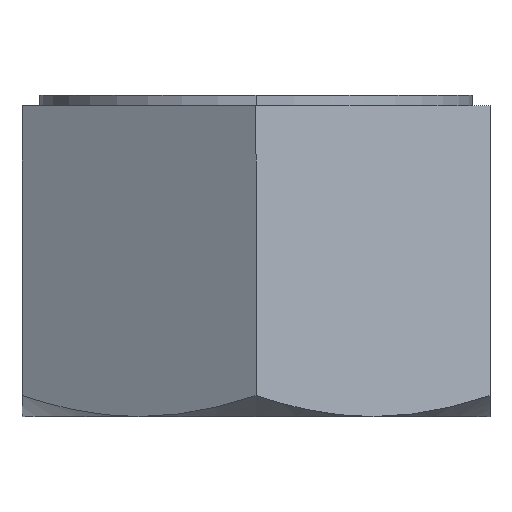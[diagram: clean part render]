
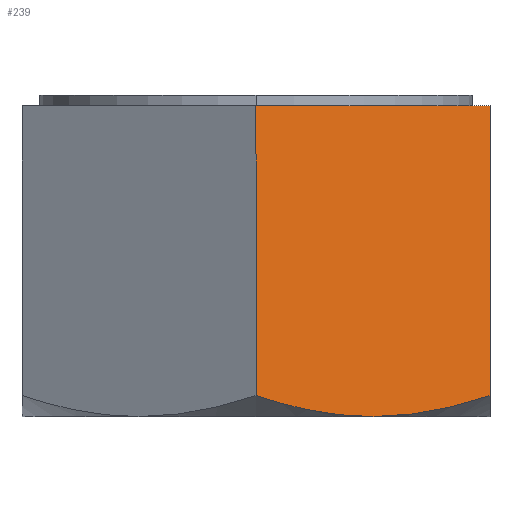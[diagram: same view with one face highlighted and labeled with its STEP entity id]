
A CAD part, left-side view. The second image highlights one B-rep face of the part: STEP entity #239.
In plain terms, the highlighted planar face has unit normal (-0.866, -0.5, 0).
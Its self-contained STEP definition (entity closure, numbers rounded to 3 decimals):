
#8 = CARTESIAN_POINT ( 'NONE',  ( -15.588, -9., -23.9 ) ) ;
#50 = CARTESIAN_POINT ( 'NONE',  ( -16.474, -7.467, -23.9 ) ) ;
#69 = CARTESIAN_POINT ( 'NONE',  ( -17.348, -5.952, -23.747 ) ) ;
#108 = EDGE_LOOP ( 'NONE', ( #409, #481, #552, #1826, #235 ) ) ;
#161 = CARTESIAN_POINT ( 'NONE',  ( -20.785, 0., 0. ) ) ;
#162 = CARTESIAN_POINT ( 'NONE',  ( -10.392, -18., -23.9 ) ) ;
#196 = B_SPLINE_CURVE_WITH_KNOTS ( 'NONE', 3,
 ( #227, #1064, #504, #69, #50, #8 ),
 .UNSPECIFIED., .F., .F.,
 ( 4, 2, 4 ),
 ( 0., 0.005, 0.011 ),
 .UNSPECIFIED. ) ;
#208 = CARTESIAN_POINT ( 'NONE',  ( -10.392, -18., 0. ) ) ;
#227 = CARTESIAN_POINT ( 'NONE',  ( -20.785, 0., -22.292 ) ) ;
#232 = VERTEX_POINT ( 'NONE', #1637 ) ;
#235 = ORIENTED_EDGE ( 'NONE', *, *, #1077, .F. ) ;
#239 = ADVANCED_FACE ( 'NONE', ( #582 ), #319, .T. ) ;
#298 = VERTEX_POINT ( 'NONE', #161 ) ;
#304 = AXIS2_PLACEMENT_3D ( 'NONE', #1662, #2005, #2025 ) ;
#319 = PLANE ( 'NONE',  #304 ) ;
#409 = ORIENTED_EDGE ( 'NONE', *, *, #1862, .F. ) ;
#428 = VERTEX_POINT ( 'NONE', #2032 ) ;
#442 = DIRECTION ( 'NONE',  ( 0.5, -0.866, 0. ) ) ;
#481 = ORIENTED_EDGE ( 'NONE', *, *, #1632, .T. ) ;
#503 = DIRECTION ( 'NONE',  ( 0., 0., 1. ) ) ;
#504 = CARTESIAN_POINT ( 'NONE',  ( -19.078, -2.955, -23.187 ) ) ;
#552 = ORIENTED_EDGE ( 'NONE', *, *, #1448, .T. ) ;
#582 = FACE_OUTER_BOUND ( 'NONE', #108, .T. ) ;
#635 = CARTESIAN_POINT ( 'NONE',  ( -20.785, 0., 0. ) ) ;
#735 = VERTEX_POINT ( 'NONE', #973 ) ;
#782 = LINE ( 'NONE', #784, #1672 ) ;
#784 = CARTESIAN_POINT ( 'NONE',  ( -20.785, 0., -23.9 ) ) ;
#840 = DIRECTION ( 'NONE',  ( 0., 0., 1. ) ) ;
#973 = CARTESIAN_POINT ( 'NONE',  ( -20.785, 0., -22.292 ) ) ;
#1064 = CARTESIAN_POINT ( 'NONE',  ( -19.935, -1.472, -22.783 ) ) ;
#1072 = VERTEX_POINT ( 'NONE', #208 ) ;
#1077 = EDGE_CURVE ( 'NONE', #298, #1072, #1655, .T. ) ;
#1355 = B_SPLINE_CURVE_WITH_KNOTS ( 'NONE', 3,
 ( #1995, #2030, #1961, #1955, #1907, #1900, #1888, #1876, #1867, #1820 ),
 .UNSPECIFIED., .F., .F.,
 ( 4, 2, 2, 2, 4 ),
 ( 0.011, 0.012, 0.013, 0.016, 0.021 ),
 .UNSPECIFIED. ) ;
#1421 = EDGE_CURVE ( 'NONE', #428, #1072, #1917, .T. ) ;
#1448 = EDGE_CURVE ( 'NONE', #232, #428, #1355, .T. ) ;
#1632 = EDGE_CURVE ( 'NONE', #735, #232, #196, .T. ) ;
#1637 = CARTESIAN_POINT ( 'NONE',  ( -15.588, -9., -23.9 ) ) ;
#1655 = LINE ( 'NONE', #635, #1661 ) ;
#1661 = VECTOR ( 'NONE', #442, 1000. ) ;
#1662 = CARTESIAN_POINT ( 'NONE',  ( -20.785, 0., -23.9 ) ) ;
#1672 = VECTOR ( 'NONE', #840, 1000. ) ;
#1820 = CARTESIAN_POINT ( 'NONE',  ( -10.392, -18., -22.292 ) ) ;
#1826 = ORIENTED_EDGE ( 'NONE', *, *, #1421, .T. ) ;
#1862 = EDGE_CURVE ( 'NONE', #735, #298, #782, .T. ) ;
#1867 = CARTESIAN_POINT ( 'NONE',  ( -11.24, -16.531, -22.782 ) ) ;
#1876 = CARTESIAN_POINT ( 'NONE',  ( -12.095, -15.051, -23.186 ) ) ;
#1888 = CARTESIAN_POINT ( 'NONE',  ( -13.393, -12.803, -23.606 ) ) ;
#1899 = VECTOR ( 'NONE', #503, 1000. ) ;
#1900 = CARTESIAN_POINT ( 'NONE',  ( -13.828, -12.049, -23.715 ) ) ;
#1907 = CARTESIAN_POINT ( 'NONE',  ( -14.485, -10.91, -23.825 ) ) ;
#1917 = LINE ( 'NONE', #162, #1899 ) ;
#1955 = CARTESIAN_POINT ( 'NONE',  ( -14.705, -10.53, -23.853 ) ) ;
#1961 = CARTESIAN_POINT ( 'NONE',  ( -15.146, -9.766, -23.891 ) ) ;
#1995 = CARTESIAN_POINT ( 'NONE',  ( -15.588, -9., -23.9 ) ) ;
#2005 = DIRECTION ( 'NONE',  ( -0.866, -0.5, 0. ) ) ;
#2025 = DIRECTION ( 'NONE',  ( 0.5, -0.866, 0. ) ) ;
#2030 = CARTESIAN_POINT ( 'NONE',  ( -15.368, -9.382, -23.9 ) ) ;
#2032 = CARTESIAN_POINT ( 'NONE',  ( -10.392, -18., -22.292 ) ) ;
